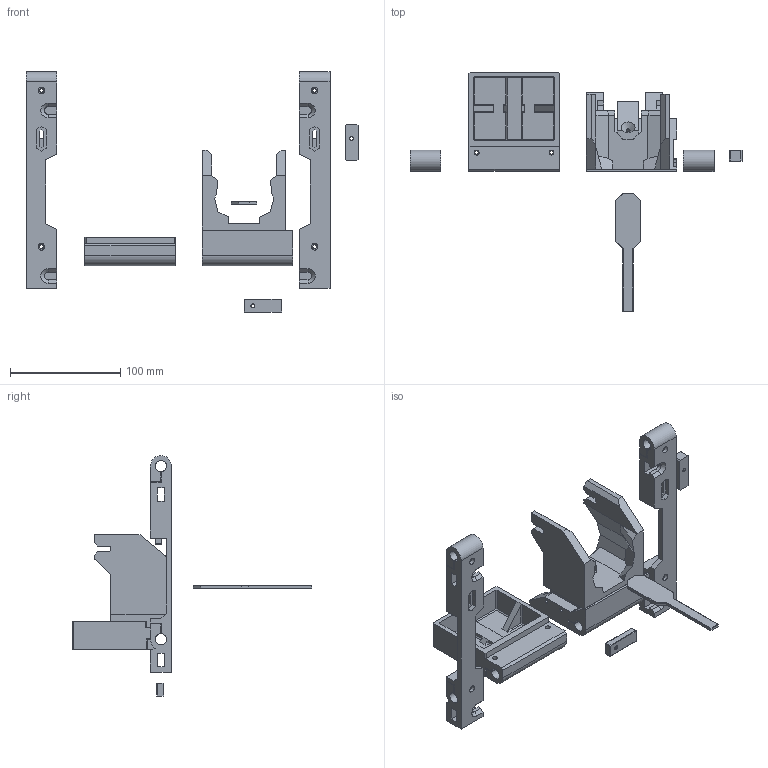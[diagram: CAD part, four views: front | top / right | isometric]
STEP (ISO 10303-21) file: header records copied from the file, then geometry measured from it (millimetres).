
FILE_DESCRIPTION(('FreeCAD Model'),'2;1');
FILE_NAME('Open CASCADE Shape Model','2024-05-31T01:00:41',(''),(''), 'Open CASCADE STEP processor 7.6','FreeCAD','Unknown');
FILE_SCHEMA(('AUTOMOTIVE_DESIGN { 1 0 10303 214 1 1 1 1 }'));
Length unit declared in the file: millimetre
Products named in the file (10): Dock_v2_5; Brush_Dock-Body; NPT-Body; Stopper-Body; Mount-Body; Claw-Body; BE_Spacer-Body; Holder_A-Body; Holder_B-Body; ExAligner-Body
Assembly tree (9 placements, depth 2):
  Dock_v2_5
    Brush_Dock-Body
    NPT-Body
    Stopper-Body
    Mount-Body
    Claw-Body
    BE_Spacer-Body
    Holder_A-Body
    Holder_B-Body
    ExAligner-Body
Bounding box: 301.49 x 217.44 x 218.79 mm (x, y, z)
Volume: 375010.2 mm3; surface area: 148035.6 mm2
Topology: 9 solids, 9 shells, 958 faces, 2436 edges, 1441 vertices
Faces by surface type: plane 865, cylinder 79, cone 14
Full cylindrical faces by diameter (mm): 1.8 x4, 2.9 x1, 3.4 x22, 4.5 x10, 6.1 x8
Entity records: 63177 total; most frequent: CARTESIAN_POINT 13250, DIRECTION 9299, LINE 6942, VECTOR 6942, ORIENTED_EDGE 4870, PCURVE 4870, DEFINITIONAL_REPRESENTATION 4870, EDGE_CURVE 2435
